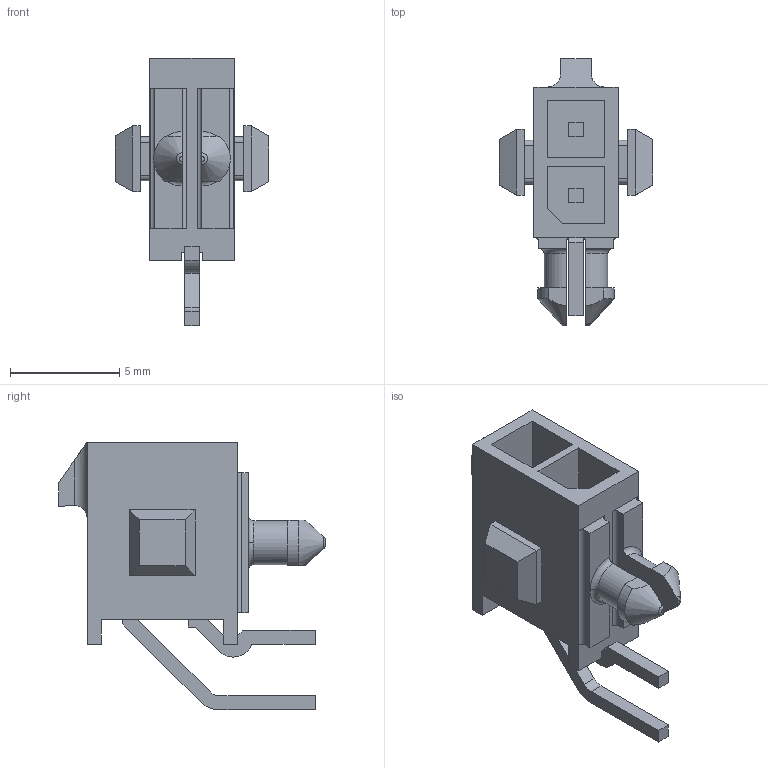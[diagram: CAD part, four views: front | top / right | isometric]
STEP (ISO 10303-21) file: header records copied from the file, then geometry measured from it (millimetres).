
FILE_DESCRIPTION(('STEP AP242'),'1');
FILE_NAME('3-794618-2.stp','2021-03-01T23:18:50',('TraceParts'),('TraceParts S.A.'),'Spatial InterOp 3D',' ',' ');
FILE_SCHEMA(('AP242_MANAGED_MODEL_BASED_3D_ENGINEERING_MIM_LF {1 0 10303 442 1 1 4}'));
Length unit declared in the file: millimetre
Products named in the file (1): 3-794618-2
Bounding box: 7 x 12.18 x 12.24 mm (x, y, z)
Volume: 187.7 mm3; surface area: 537.4 mm2
Topology: 1 solids, 1 shells, 145 faces, 391 edges, 256 vertices
Faces by surface type: plane 109, cylinder 28, torus 4, bspline 2, cone 2
Entity records: 4624 total; most frequent: CARTESIAN_POINT 913, ORIENTED_EDGE 782, DIRECTION 743, EDGE_CURVE 391, LINE 311, VECTOR 311, VERTEX_POINT 256, AXIS2_PLACEMENT_3D 216
